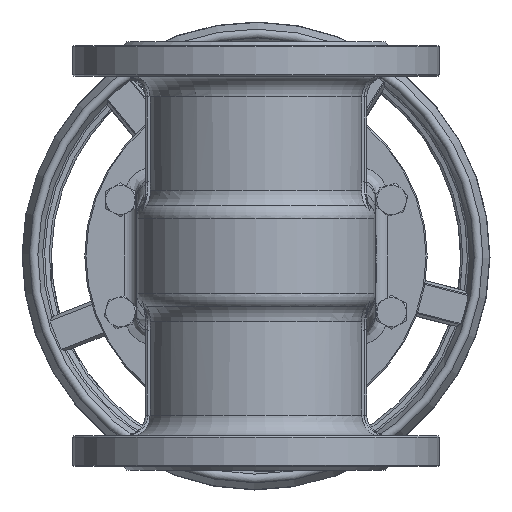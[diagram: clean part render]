
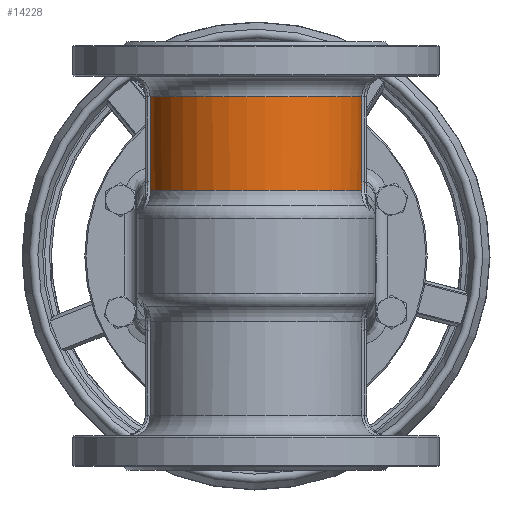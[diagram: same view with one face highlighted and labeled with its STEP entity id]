
A CAD part, front view. The second image highlights one B-rep face of the part: STEP entity #14228.
In plain terms, the highlighted cylindrical face has radius 87.5 mm (diameter 175 mm), a partial arc.
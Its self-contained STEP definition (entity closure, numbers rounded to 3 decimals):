
#879=B_SPLINE_CURVE_WITH_KNOTS('',3,(#25425,#25426,#25427,#25428,#25429,
#25430),.UNSPECIFIED.,.F.,.F.,(4,2,4),(0.,0.69,0.738),
 .UNSPECIFIED.);
#887=B_SPLINE_CURVE_WITH_KNOTS('',3,(#25549,#25550,#25551,#25552,#25553,
#25554,#25555,#25556,#25557,#25558,#25559,#25560,#25561,#25562,#25563,#25564,
#25565,#25566,#25567,#25568,#25569,#25570,#25571,#25572,#25573,#25574,#25575,
#25576),.UNSPECIFIED.,.F.,.F.,(4,3,3,3,3,3,3,3,3,4),(1.836,1.837,
1.934,2.031,2.129,2.185,2.293,
2.402,2.512,2.573),.UNSPECIFIED.);
#1481=CYLINDRICAL_SURFACE('',#15673,87.5);
#2019=FACE_OUTER_BOUND('',#2916,.T.);
#2916=EDGE_LOOP('',(#11220,#11221,#11222,#11223,#11224,#11225));
#3856=LINE('',#25384,#4588);
#3866=LINE('',#26151,#4598);
#4588=VECTOR('',#18558,10.);
#4598=VECTOR('',#18650,10.);
#5209=CIRCLE('',#15633,87.5);
#5229=CIRCLE('',#15664,87.5);
#6285=VERTEX_POINT('',#25381);
#6286=VERTEX_POINT('',#25383);
#6287=VERTEX_POINT('',#25424);
#6290=VERTEX_POINT('',#25494);
#6292=VERTEX_POINT('',#25548);
#6311=VERTEX_POINT('',#26091);
#7963=EDGE_CURVE('',#6285,#6286,#3856,.F.);
#7965=EDGE_CURVE('',#6286,#6287,#879,.T.);
#7971=EDGE_CURVE('',#6290,#6287,#5209,.T.);
#7975=EDGE_CURVE('',#6290,#6292,#887,.T.);
#8016=EDGE_CURVE('',#6285,#6311,#5229,.T.);
#8027=EDGE_CURVE('',#6311,#6292,#3866,.T.);
#11220=ORIENTED_EDGE('',*,*,#7975,.F.);
#11221=ORIENTED_EDGE('',*,*,#7971,.T.);
#11222=ORIENTED_EDGE('',*,*,#7965,.F.);
#11223=ORIENTED_EDGE('',*,*,#7963,.F.);
#11224=ORIENTED_EDGE('',*,*,#8016,.T.);
#11225=ORIENTED_EDGE('',*,*,#8027,.T.);
#14228=ADVANCED_FACE('',(#2019),#1481,.T.);
#15633=AXIS2_PLACEMENT_3D('',#25495,#18561,#18562);
#15664=AXIS2_PLACEMENT_3D('',#26106,#18626,#18627);
#15673=AXIS2_PLACEMENT_3D('',#26152,#18651,#18652);
#18558=DIRECTION('',(0.,0.,1.));
#18561=DIRECTION('center_axis',(0.,0.,1.));
#18562=DIRECTION('ref_axis',(0.,-1.,0.));
#18626=DIRECTION('center_axis',(0.,0.,-1.));
#18627=DIRECTION('ref_axis',(0.,-1.,0.));
#18650=DIRECTION('',(0.,0.,-1.));
#18651=DIRECTION('center_axis',(0.,0.,1.));
#18652=DIRECTION('ref_axis',(1.,0.,0.));
#25381=CARTESIAN_POINT('',(86.603,-12.5,305.));
#25383=CARTESIAN_POINT('',(86.603,-12.5,235.953));
#25384=CARTESIAN_POINT('',(86.603,-12.5,322.));
#25424=CARTESIAN_POINT('',(86.376,-13.983,228.804));
#25425=CARTESIAN_POINT('Ctrl Pts',(86.603,-12.5,235.953));
#25426=CARTESIAN_POINT('Ctrl Pts',(86.603,-12.5,233.653));
#25427=CARTESIAN_POINT('Ctrl Pts',(86.542,-12.939,231.367));
#25428=CARTESIAN_POINT('Ctrl Pts',(86.396,-13.858,229.095));
#25429=CARTESIAN_POINT('Ctrl Pts',(86.386,-13.919,228.949));
#25430=CARTESIAN_POINT('Ctrl Pts',(86.376,-13.983,228.804));
#25494=CARTESIAN_POINT('',(-86.376,-13.983,228.804));
#25495=CARTESIAN_POINT('Origin',(0.,0.,228.804));
#25548=CARTESIAN_POINT('',(-86.603,-12.5,235.953));
#25549=CARTESIAN_POINT('Ctrl Pts',(-86.376,-13.984,
228.803));
#25550=CARTESIAN_POINT('Ctrl Pts',(-86.376,-13.983,228.806));
#25551=CARTESIAN_POINT('Ctrl Pts',(-86.376,-13.982,
228.808));
#25552=CARTESIAN_POINT('Ctrl Pts',(-86.376,-13.981,
228.81));
#25553=CARTESIAN_POINT('Ctrl Pts',(-86.397,-13.852,
229.106));
#25554=CARTESIAN_POINT('Ctrl Pts',(-86.416,-13.732,229.405));
#25555=CARTESIAN_POINT('Ctrl Pts',(-86.434,-13.62,
229.708));
#25556=CARTESIAN_POINT('Ctrl Pts',(-86.452,-13.507,
230.01));
#25557=CARTESIAN_POINT('Ctrl Pts',(-86.468,-13.404,
230.316));
#25558=CARTESIAN_POINT('Ctrl Pts',(-86.483,-13.308,
230.625));
#25559=CARTESIAN_POINT('Ctrl Pts',(-86.498,-13.212,
230.934));
#25560=CARTESIAN_POINT('Ctrl Pts',(-86.511,-13.125,
231.246));
#25561=CARTESIAN_POINT('Ctrl Pts',(-86.523,-13.046,231.56));
#25562=CARTESIAN_POINT('Ctrl Pts',(-86.529,-13.,231.74));
#25563=CARTESIAN_POINT('Ctrl Pts',(-86.536,-12.958,
231.921));
#25564=CARTESIAN_POINT('Ctrl Pts',(-86.542,-12.918,
232.102));
#25565=CARTESIAN_POINT('Ctrl Pts',(-86.553,-12.841,
232.455));
#25566=CARTESIAN_POINT('Ctrl Pts',(-86.563,-12.774,
232.81));
#25567=CARTESIAN_POINT('Ctrl Pts',(-86.571,-12.718,
233.167));
#25568=CARTESIAN_POINT('Ctrl Pts',(-86.58,-12.662,
233.525));
#25569=CARTESIAN_POINT('Ctrl Pts',(-86.586,-12.616,
233.886));
#25570=CARTESIAN_POINT('Ctrl Pts',(-86.591,-12.582,
234.248));
#25571=CARTESIAN_POINT('Ctrl Pts',(-86.596,-12.547,
234.611));
#25572=CARTESIAN_POINT('Ctrl Pts',(-86.599,-12.523,234.976));
#25573=CARTESIAN_POINT('Ctrl Pts',(-86.601,-12.511,
235.341));
#25574=CARTESIAN_POINT('Ctrl Pts',(-86.602,-12.504,
235.545));
#25575=CARTESIAN_POINT('Ctrl Pts',(-86.603,-12.5,235.749));
#25576=CARTESIAN_POINT('Ctrl Pts',(-86.603,-12.5,235.953));
#26091=CARTESIAN_POINT('',(-86.603,-12.5,305.));
#26106=CARTESIAN_POINT('Origin',(0.,0.,305.));
#26151=CARTESIAN_POINT('',(-86.603,-12.5,322.));
#26152=CARTESIAN_POINT('Origin',(0.,0.,322.));
